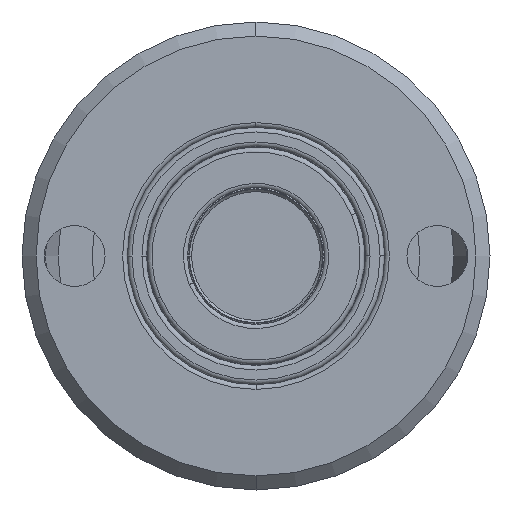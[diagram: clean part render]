
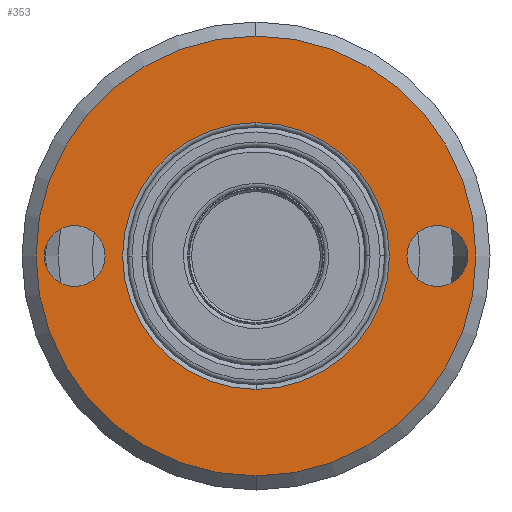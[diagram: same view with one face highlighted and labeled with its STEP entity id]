
A CAD part, front view. The second image highlights one B-rep face of the part: STEP entity #353.
In plain terms, the highlighted planar face has unit normal (0, -1, 0).
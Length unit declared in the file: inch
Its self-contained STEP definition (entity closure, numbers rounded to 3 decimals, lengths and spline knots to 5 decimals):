
#22=CARTESIAN_POINT('',(0.,0.,0.));
#23=DIRECTION('',(0.,1.,0.));
#24=DIRECTION('',(0.,0.,1.));
#25=AXIS2_PLACEMENT_3D('',#22,#23,#24);
#27=CARTESIAN_POINT('',(0.,0.,0.));
#28=DIRECTION('',(0.,1.,0.));
#29=DIRECTION('',(0.,0.,-1.));
#30=AXIS2_PLACEMENT_3D('',#27,#28,#29);
#32=CARTESIAN_POINT('',(0.,0.,0.));
#33=DIRECTION('',(0.,-1.,0.));
#34=DIRECTION('',(0.,0.,1.));
#35=AXIS2_PLACEMENT_3D('',#32,#33,#34);
#37=CARTESIAN_POINT('',(0.,0.,0.));
#38=DIRECTION('',(0.,-1.,0.));
#39=DIRECTION('',(0.,0.,-1.));
#40=AXIS2_PLACEMENT_3D('',#37,#38,#39);
#42=CARTESIAN_POINT('',(-0.30512,0.,0.));
#43=DIRECTION('',(0.,-1.,0.));
#44=DIRECTION('',(0.,0.,1.));
#45=AXIS2_PLACEMENT_3D('',#42,#43,#44);
#47=CARTESIAN_POINT('',(-0.30512,0.,0.));
#48=DIRECTION('',(0.,-1.,0.));
#49=DIRECTION('',(0.,0.,-1.));
#50=AXIS2_PLACEMENT_3D('',#47,#48,#49);
#52=CARTESIAN_POINT('',(0.30512,0.,0.));
#53=DIRECTION('',(0.,-1.,0.));
#54=DIRECTION('',(0.,0.,1.));
#55=AXIS2_PLACEMENT_3D('',#52,#53,#54);
#57=CARTESIAN_POINT('',(0.30512,0.,0.));
#58=DIRECTION('',(0.,-1.,0.));
#59=DIRECTION('',(0.,0.,-1.));
#60=AXIS2_PLACEMENT_3D('',#57,#58,#59);
#252=CARTESIAN_POINT('',(0.,0.,
0.22441));
#253=VERTEX_POINT('',#252);
#254=CARTESIAN_POINT('',(0.,0.,-0.22441));
#255=VERTEX_POINT('',#254);
#256=CARTESIAN_POINT('',(0.,0.,0.37008));
#257=CARTESIAN_POINT('',(0.,0.,-0.37008));
#258=VERTEX_POINT('',#256);
#259=VERTEX_POINT('',#257);
#288=CARTESIAN_POINT('',(-0.30512,0.,-0.05118));
#289=VERTEX_POINT('',#288);
#290=CARTESIAN_POINT('',(-0.30512,0.,0.05118));
#291=VERTEX_POINT('',#290);
#292=CARTESIAN_POINT('',(0.30512,0.,-0.05118));
#293=VERTEX_POINT('',#292);
#294=CARTESIAN_POINT('',(0.30512,0.,0.05118));
#295=VERTEX_POINT('',#294);
#326=CARTESIAN_POINT('',(0.,0.,0.));
#327=DIRECTION('',(0.,1.,0.));
#328=DIRECTION('',(0.,0.,1.));
#329=AXIS2_PLACEMENT_3D('',#326,#327,#328);
#330=PLANE('',#329);
#332=ORIENTED_EDGE('',*,*,#331,.T.);
#334=ORIENTED_EDGE('',*,*,#333,.T.);
#335=EDGE_LOOP('',(#332,#334));
#336=FACE_OUTER_BOUND('',#335,.F.);
#337=ORIENTED_EDGE('',*,*,#318,.T.);
#338=ORIENTED_EDGE('',*,*,#305,.T.);
#339=EDGE_LOOP('',(#337,#338));
#340=FACE_BOUND('',#339,.F.);
#342=ORIENTED_EDGE('',*,*,#341,.T.);
#344=ORIENTED_EDGE('',*,*,#343,.T.);
#345=EDGE_LOOP('',(#342,#344));
#346=FACE_BOUND('',#345,.F.);
#348=ORIENTED_EDGE('',*,*,#347,.T.);
#350=ORIENTED_EDGE('',*,*,#349,.T.);
#351=EDGE_LOOP('',(#348,#350));
#352=FACE_BOUND('',#351,.F.);
#353=ADVANCED_FACE('',(#336,#340,#346,#352),#330,.F.);
#26=CIRCLE('',#25,0.37008);
#31=CIRCLE('',#30,0.37008);
#36=CIRCLE('',#35,0.22441);
#41=CIRCLE('',#40,0.22441);
#46=CIRCLE('',#45,0.05118);
#51=CIRCLE('',#50,0.05118);
#56=CIRCLE('',#55,0.05118);
#61=CIRCLE('',#60,0.05118);
#305=EDGE_CURVE('',#255,#253,#41,.T.);
#318=EDGE_CURVE('',#253,#255,#36,.T.);
#331=EDGE_CURVE('',#258,#259,#26,.T.);
#333=EDGE_CURVE('',#259,#258,#31,.T.);
#341=EDGE_CURVE('',#291,#289,#46,.T.);
#343=EDGE_CURVE('',#289,#291,#51,.T.);
#347=EDGE_CURVE('',#295,#293,#56,.T.);
#349=EDGE_CURVE('',#293,#295,#61,.T.);
